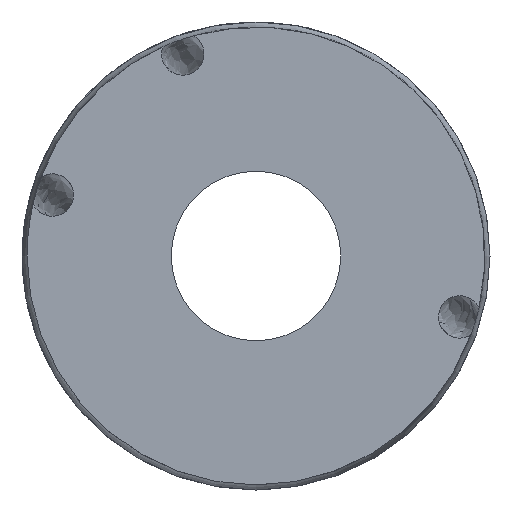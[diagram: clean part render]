
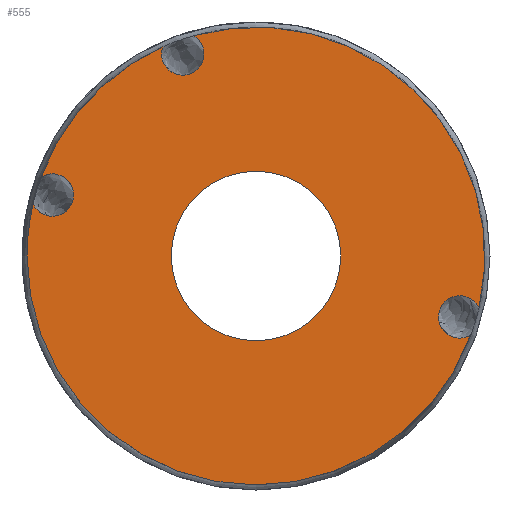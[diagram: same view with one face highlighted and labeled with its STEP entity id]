
A CAD part, front view. The second image highlights one B-rep face of the part: STEP entity #555.
In plain terms, the highlighted planar face has unit normal (0, -1, 0).
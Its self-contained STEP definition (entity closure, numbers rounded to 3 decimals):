
#22=FACE_BOUND('',#82,.T.);
#28=PLANE('',#615);
#50=FACE_OUTER_BOUND('',#81,.T.);
#81=EDGE_LOOP('',(#399,#400,#401,#402,#403,#404,#405,#406,#407,#408));
#82=EDGE_LOOP('',(#409));
#135=CIRCLE('',#603,1.25);
#136=CIRCLE('',#604,1.25);
#137=CIRCLE('',#606,13.5);
#138=CIRCLE('',#607,13.5);
#141=CIRCLE('',#610,13.5);
#142=CIRCLE('',#611,13.5);
#144=CIRCLE('',#613,1.25);
#145=CIRCLE('',#614,1.25);
#146=CIRCLE('',#616,1.25);
#147=CIRCLE('',#617,1.25);
#148=CIRCLE('',#618,5.);
#230=VERTEX_POINT('',#958);
#231=VERTEX_POINT('',#961);
#232=VERTEX_POINT('',#963);
#233=VERTEX_POINT('',#988);
#234=VERTEX_POINT('',#990);
#235=VERTEX_POINT('',#1013);
#238=VERTEX_POINT('',#1020);
#239=VERTEX_POINT('',#1022);
#241=VERTEX_POINT('',#1066);
#242=VERTEX_POINT('',#1072);
#243=VERTEX_POINT('',#1075);
#289=EDGE_CURVE('',#231,#230,#135,.T.);
#291=EDGE_CURVE('',#230,#232,#136,.T.);
#292=EDGE_CURVE('',#233,#231,#137,.T.);
#294=EDGE_CURVE('',#235,#234,#138,.T.);
#298=EDGE_CURVE('',#238,#235,#141,.T.);
#300=EDGE_CURVE('',#232,#239,#142,.T.);
#303=EDGE_CURVE('',#239,#241,#144,.T.);
#304=EDGE_CURVE('',#241,#238,#145,.T.);
#305=EDGE_CURVE('',#234,#242,#146,.T.);
#306=EDGE_CURVE('',#242,#233,#147,.T.);
#307=EDGE_CURVE('',#243,#243,#148,.T.);
#399=ORIENTED_EDGE('',*,*,#289,.T.);
#400=ORIENTED_EDGE('',*,*,#291,.T.);
#401=ORIENTED_EDGE('',*,*,#300,.T.);
#402=ORIENTED_EDGE('',*,*,#303,.T.);
#403=ORIENTED_EDGE('',*,*,#304,.T.);
#404=ORIENTED_EDGE('',*,*,#298,.T.);
#405=ORIENTED_EDGE('',*,*,#294,.T.);
#406=ORIENTED_EDGE('',*,*,#305,.T.);
#407=ORIENTED_EDGE('',*,*,#306,.T.);
#408=ORIENTED_EDGE('',*,*,#292,.T.);
#409=ORIENTED_EDGE('',*,*,#307,.T.);
#555=ADVANCED_FACE('',(#50,#22),#28,.F.);
#603=AXIS2_PLACEMENT_3D('',#962,#690,#691);
#604=AXIS2_PLACEMENT_3D('',#986,#692,#693);
#606=AXIS2_PLACEMENT_3D('',#989,#696,#697);
#607=AXIS2_PLACEMENT_3D('',#1014,#698,#699);
#610=AXIS2_PLACEMENT_3D('',#1021,#705,#706);
#611=AXIS2_PLACEMENT_3D('',#1045,#707,#708);
#613=AXIS2_PLACEMENT_3D('',#1069,#711,#712);
#614=AXIS2_PLACEMENT_3D('',#1070,#713,#714);
#615=AXIS2_PLACEMENT_3D('',#1071,#715,#716);
#616=AXIS2_PLACEMENT_3D('',#1073,#717,#718);
#617=AXIS2_PLACEMENT_3D('',#1074,#719,#720);
#618=AXIS2_PLACEMENT_3D('',#1076,#721,#722);
#690=DIRECTION('center_axis',(0.,1.,0.));
#691=DIRECTION('ref_axis',(-0.689,0.,-0.725));
#692=DIRECTION('center_axis',(0.,1.,0.));
#693=DIRECTION('ref_axis',(-0.689,0.,-0.725));
#696=DIRECTION('center_axis',(0.,-1.,0.));
#697=DIRECTION('ref_axis',(1.,0.,0.));
#698=DIRECTION('center_axis',(0.,-1.,0.));
#699=DIRECTION('ref_axis',(1.,0.,0.));
#705=DIRECTION('center_axis',(0.,-1.,0.));
#706=DIRECTION('ref_axis',(1.,0.,0.));
#707=DIRECTION('center_axis',(0.,-1.,0.));
#708=DIRECTION('ref_axis',(1.,0.,0.));
#711=DIRECTION('center_axis',(0.,1.,0.));
#712=DIRECTION('ref_axis',(-0.689,0.,-0.725));
#713=DIRECTION('center_axis',(0.,1.,0.));
#714=DIRECTION('ref_axis',(-0.689,0.,-0.725));
#715=DIRECTION('center_axis',(0.,1.,0.));
#716=DIRECTION('ref_axis',(0.472,0.,0.882));
#717=DIRECTION('center_axis',(0.,1.,0.));
#718=DIRECTION('ref_axis',(0.725,0.,-0.689));
#719=DIRECTION('center_axis',(0.,1.,0.));
#720=DIRECTION('ref_axis',(0.725,0.,-0.689));
#721=DIRECTION('center_axis',(0.,1.,0.));
#722=DIRECTION('ref_axis',(-1.,0.,0.));
#958=CARTESIAN_POINT('',(-54.731,-17.597,32.007));
#961=CARTESIAN_POINT('',(-54.955,-17.597,32.176));
#962=CARTESIAN_POINT('Origin',(-55.591,-17.597,31.1));
#963=CARTESIAN_POINT('',(-56.769,-17.597,31.518));
#986=CARTESIAN_POINT('Origin',(-55.591,-17.597,31.1));
#988=CARTESIAN_POINT('',(-38.128,-17.597,16.116));
#989=CARTESIAN_POINT('Origin',(-51.274,-17.597,19.187));
#990=CARTESIAN_POINT('',(-38.601,-17.597,14.533));
#1013=CARTESIAN_POINT('',(-64.774,-17.597,19.187));
#1014=CARTESIAN_POINT('Origin',(-51.274,-17.597,19.187));
#1020=CARTESIAN_POINT('',(-64.42,-17.597,22.259));
#1021=CARTESIAN_POINT('Origin',(-51.274,-17.597,19.187));
#1022=CARTESIAN_POINT('',(-63.946,-17.597,23.84));
#1045=CARTESIAN_POINT('Origin',(-51.274,-17.597,19.187));
#1066=CARTESIAN_POINT('',(-62.423,-17.597,23.687));
#1069=CARTESIAN_POINT('Origin',(-63.284,-17.597,22.781));
#1070=CARTESIAN_POINT('Origin',(-63.284,-17.597,22.781));
#1071=CARTESIAN_POINT('Origin',(-51.274,-17.597,19.187));
#1072=CARTESIAN_POINT('',(-38.402,-17.597,16.5));
#1073=CARTESIAN_POINT('Origin',(-39.263,-17.597,15.594));
#1074=CARTESIAN_POINT('Origin',(-39.263,-17.597,15.594));
#1075=CARTESIAN_POINT('',(-46.274,-17.597,19.187));
#1076=CARTESIAN_POINT('Origin',(-51.274,-17.597,19.187));
